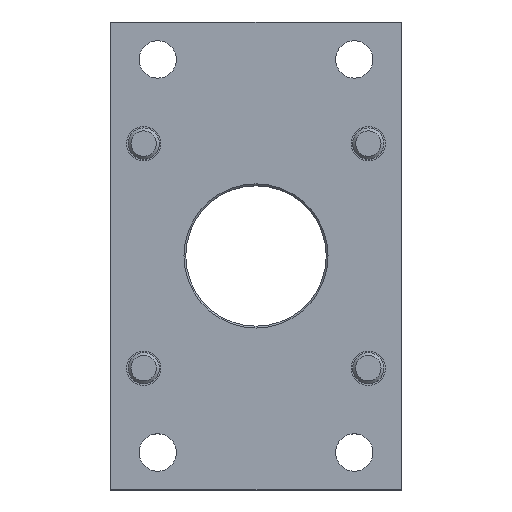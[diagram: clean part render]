
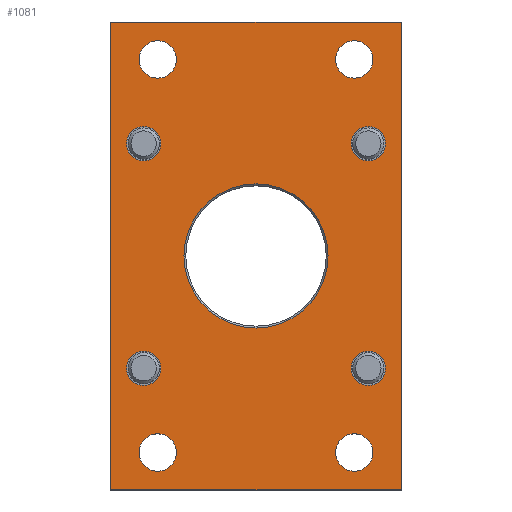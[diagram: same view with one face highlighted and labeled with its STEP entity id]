
A CAD part, top view. The second image highlights one B-rep face of the part: STEP entity #1081.
In plain terms, the highlighted planar face has unit normal (0, 0, 1).
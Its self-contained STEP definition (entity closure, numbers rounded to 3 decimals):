
#97=CIRCLE('',#1197,6.);
#99=CIRCLE('',#1200,6.);
#101=CIRCLE('',#1203,6.);
#103=CIRCLE('',#1206,6.);
#105=CIRCLE('',#1210,5.5);
#106=CIRCLE('',#1211,5.5);
#107=CIRCLE('',#1212,5.5);
#108=CIRCLE('',#1213,5.5);
#109=CIRCLE('',#1214,23.1);
#209=ORIENTED_EDGE('',*,*,#463,.T.);
#210=ORIENTED_EDGE('',*,*,#464,.T.);
#211=ORIENTED_EDGE('',*,*,#465,.T.);
#212=ORIENTED_EDGE('',*,*,#466,.T.);
#213=ORIENTED_EDGE('',*,*,#467,.T.);
#214=ORIENTED_EDGE('',*,*,#459,.F.);
#215=ORIENTED_EDGE('',*,*,#457,.F.);
#216=ORIENTED_EDGE('',*,*,#455,.F.);
#217=ORIENTED_EDGE('',*,*,#453,.F.);
#218=ORIENTED_EDGE('',*,*,#445,.T.);
#219=ORIENTED_EDGE('',*,*,#449,.T.);
#220=ORIENTED_EDGE('',*,*,#452,.T.);
#221=ORIENTED_EDGE('',*,*,#462,.T.);
#445=EDGE_CURVE('',#575,#574,#665,.T.);
#449=EDGE_CURVE('',#574,#577,#669,.T.);
#452=EDGE_CURVE('',#577,#579,#672,.T.);
#453=EDGE_CURVE('',#580,#580,#97,.T.);
#455=EDGE_CURVE('',#582,#582,#99,.T.);
#457=EDGE_CURVE('',#584,#584,#101,.T.);
#459=EDGE_CURVE('',#586,#586,#103,.T.);
#462=EDGE_CURVE('',#579,#575,#674,.T.);
#463=EDGE_CURVE('',#588,#588,#105,.T.);
#464=EDGE_CURVE('',#589,#589,#106,.T.);
#465=EDGE_CURVE('',#590,#590,#107,.T.);
#466=EDGE_CURVE('',#591,#591,#108,.T.);
#467=EDGE_CURVE('',#592,#592,#109,.T.);
#574=VERTEX_POINT('',#1729);
#575=VERTEX_POINT('',#1731);
#577=VERTEX_POINT('',#1737);
#579=VERTEX_POINT('',#1743);
#580=VERTEX_POINT('',#1747);
#582=VERTEX_POINT('',#1752);
#584=VERTEX_POINT('',#1757);
#586=VERTEX_POINT('',#1762);
#588=VERTEX_POINT('',#1770);
#589=VERTEX_POINT('',#1772);
#590=VERTEX_POINT('',#1774);
#591=VERTEX_POINT('',#1776);
#592=VERTEX_POINT('',#1778);
#665=LINE('',#1730,#713);
#669=LINE('',#1738,#717);
#672=LINE('',#1744,#720);
#674=LINE('',#1767,#722);
#713=VECTOR('',#1359,1000.);
#717=VECTOR('',#1365,1000.);
#720=VECTOR('',#1370,1000.);
#722=VECTOR('',#1398,1000.);
#771=EDGE_LOOP('',(#209));
#772=EDGE_LOOP('',(#210));
#773=EDGE_LOOP('',(#211));
#774=EDGE_LOOP('',(#212));
#775=EDGE_LOOP('',(#213));
#776=EDGE_LOOP('',(#214));
#777=EDGE_LOOP('',(#215));
#778=EDGE_LOOP('',(#216));
#779=EDGE_LOOP('',(#217));
#780=EDGE_LOOP('',(#218,#219,#220,#221));
#907=FACE_BOUND('',#771,.T.);
#908=FACE_BOUND('',#772,.T.);
#909=FACE_BOUND('',#773,.T.);
#910=FACE_BOUND('',#774,.T.);
#911=FACE_BOUND('',#775,.T.);
#912=FACE_BOUND('',#776,.T.);
#913=FACE_BOUND('',#777,.T.);
#914=FACE_BOUND('',#778,.T.);
#915=FACE_BOUND('',#779,.T.);
#916=FACE_BOUND('',#780,.T.);
#1037=PLANE('',#1209);
#1081=ADVANCED_FACE('',(#907,#908,#909,#910,#911,#912,#913,#914,#915,#916),
#1037,.T.);
#1197=AXIS2_PLACEMENT_3D('',#1746,#1373,#1374);
#1200=AXIS2_PLACEMENT_3D('',#1751,#1379,#1380);
#1203=AXIS2_PLACEMENT_3D('',#1756,#1385,#1386);
#1206=AXIS2_PLACEMENT_3D('',#1761,#1391,#1392);
#1209=AXIS2_PLACEMENT_3D('',#1768,#1399,#1400);
#1210=AXIS2_PLACEMENT_3D('',#1769,#1401,#1402);
#1211=AXIS2_PLACEMENT_3D('',#1771,#1403,#1404);
#1212=AXIS2_PLACEMENT_3D('',#1773,#1405,#1406);
#1213=AXIS2_PLACEMENT_3D('',#1775,#1407,#1408);
#1214=AXIS2_PLACEMENT_3D('',#1777,#1409,#1410);
#1359=DIRECTION('',(-1.,0.,0.));
#1365=DIRECTION('',(0.,-1.,0.));
#1370=DIRECTION('',(1.,0.,0.));
#1373=DIRECTION('',(0.,0.,1.));
#1374=DIRECTION('',(1.,0.,0.));
#1379=DIRECTION('',(0.,0.,1.));
#1380=DIRECTION('',(1.,0.,0.));
#1385=DIRECTION('',(0.,0.,1.));
#1386=DIRECTION('',(1.,0.,0.));
#1391=DIRECTION('',(0.,0.,1.));
#1392=DIRECTION('',(1.,0.,0.));
#1398=DIRECTION('',(0.,1.,0.));
#1399=DIRECTION('',(0.,0.,1.));
#1400=DIRECTION('',(1.,0.,0.));
#1401=DIRECTION('',(0.,0.,-1.));
#1402=DIRECTION('',(-1.,0.,0.));
#1403=DIRECTION('',(0.,0.,-1.));
#1404=DIRECTION('',(-1.,0.,0.));
#1405=DIRECTION('',(0.,0.,-1.));
#1406=DIRECTION('',(-1.,0.,0.));
#1407=DIRECTION('',(0.,0.,-1.));
#1408=DIRECTION('',(-1.,0.,0.));
#1409=DIRECTION('',(0.,0.,-1.));
#1410=DIRECTION('',(-1.,0.,0.));
#1729=CARTESIAN_POINT('',(-46.5,75.,16.));
#1730=CARTESIAN_POINT('',(46.5,75.,16.));
#1731=CARTESIAN_POINT('',(46.5,75.,16.));
#1737=CARTESIAN_POINT('',(-46.5,-75.,16.));
#1738=CARTESIAN_POINT('',(-46.5,75.,16.));
#1743=CARTESIAN_POINT('',(46.5,-75.,16.));
#1744=CARTESIAN_POINT('',(-46.5,-75.,16.));
#1746=CARTESIAN_POINT('',(31.5,63.,16.));
#1747=CARTESIAN_POINT('',(37.5,63.,16.));
#1751=CARTESIAN_POINT('',(31.5,-63.,16.));
#1752=CARTESIAN_POINT('',(37.5,-63.,16.));
#1756=CARTESIAN_POINT('',(-31.5,63.,16.));
#1757=CARTESIAN_POINT('',(-25.5,63.,16.));
#1761=CARTESIAN_POINT('',(-31.5,-63.,16.));
#1762=CARTESIAN_POINT('',(-25.5,-63.,16.));
#1767=CARTESIAN_POINT('',(46.5,-75.,16.));
#1768=CARTESIAN_POINT('',(0.,0.,16.));
#1769=CARTESIAN_POINT('',(-36.,36.,16.));
#1770=CARTESIAN_POINT('',(-41.5,36.,16.));
#1771=CARTESIAN_POINT('',(36.,-36.,16.));
#1772=CARTESIAN_POINT('',(30.5,-36.,16.));
#1773=CARTESIAN_POINT('',(-36.,-36.,16.));
#1774=CARTESIAN_POINT('',(-41.5,-36.,16.));
#1775=CARTESIAN_POINT('',(36.,36.,16.));
#1776=CARTESIAN_POINT('',(30.5,36.,16.));
#1777=CARTESIAN_POINT('',(0.,0.,16.));
#1778=CARTESIAN_POINT('',(-23.1,0.,16.));
